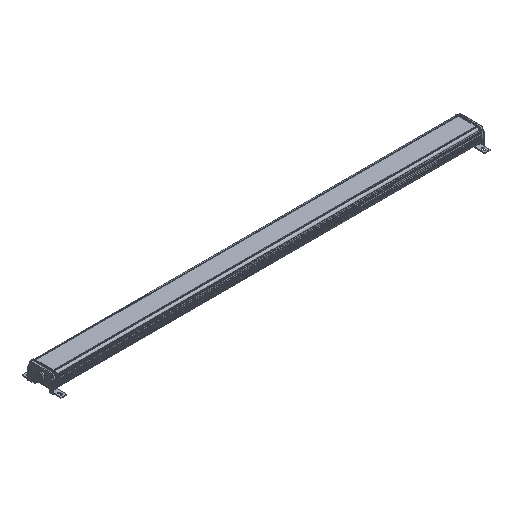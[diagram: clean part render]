
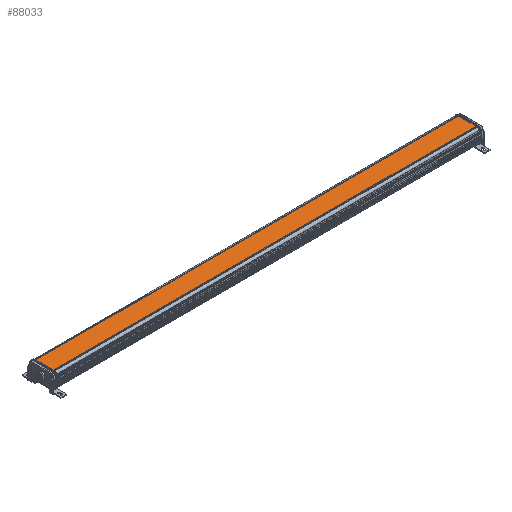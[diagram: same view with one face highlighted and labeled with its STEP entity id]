
A CAD part, isometric view. The second image highlights one B-rep face of the part: STEP entity #88033.
In plain terms, the highlighted planar face has unit normal (0, 0, 1).
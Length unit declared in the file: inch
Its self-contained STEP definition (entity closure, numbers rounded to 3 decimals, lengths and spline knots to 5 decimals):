
#12042 = CARTESIAN_POINT ( 'NONE',  ( -17.30133, -0.04965, 4.52481 ) ) ;
#12629 = LINE ( 'NONE', #52057, #106200 ) ;
#16098 = ORIENTED_EDGE ( 'NONE', *, *, #149707, .T. ) ;
#16201 = VERTEX_POINT ( 'NONE', #59685 ) ;
#17123 = VERTEX_POINT ( 'NONE', #12042 ) ;
#36303 = ORIENTED_EDGE ( 'NONE', *, *, #96748, .T. ) ;
#43542 = DIRECTION ( 'NONE',  ( 0., 1., 0. ) ) ;
#43726 = FACE_OUTER_BOUND ( 'NONE', #55265, .T. ) ;
#44859 = CARTESIAN_POINT ( 'NONE',  ( 19.6152, 1.48578, 4.52481 ) ) ;
#52057 = CARTESIAN_POINT ( 'NONE',  ( -17.30133, -0.04965, 4.52481 ) ) ;
#55265 = EDGE_LOOP ( 'NONE', ( #36303, #104571, #16098, #175930 ) ) ;
#59685 = CARTESIAN_POINT ( 'NONE',  ( 19.6152, -0.04965, 4.52481 ) ) ;
#60240 = CARTESIAN_POINT ( 'NONE',  ( 19.6152, 1.48578, 4.52481 ) ) ;
#67365 = AXIS2_PLACEMENT_3D ( 'NONE', #127024, #169290, #155611 ) ;
#77814 = CARTESIAN_POINT ( 'NONE',  ( -17.30133, 1.48578, 4.52481 ) ) ;
#79442 = VERTEX_POINT ( 'NONE', #142418 ) ;
#79674 = DIRECTION ( 'NONE',  ( 0., -1., 0. ) ) ;
#79739 = VECTOR ( 'NONE', #43542, 39.37008 ) ;
#87641 = VECTOR ( 'NONE', #113823, 39.37008 ) ;
#88033 = ADVANCED_FACE ( 'Defeatured_0_1975', ( #43726 ), #181153, .T. ) ;
#88261 = CARTESIAN_POINT ( 'NONE',  ( -17.30133, 1.48578, 4.52481 ) ) ;
#96748 = EDGE_CURVE ( 'Defeatured_0_1975+Defeatured_0_1976+Defeatured_0_1986+Defeatured_0_1987', #79442, #17123, #121910, .T. ) ;
#97412 = EDGE_CURVE ( 'Defeatured_0_1975+Defeatured_0_1987+Defeatured_0_1976+Defeatured_0_1974', #17123, #16201, #12629, .T. ) ;
#104571 = ORIENTED_EDGE ( 'NONE', *, *, #97412, .T. ) ;
#106200 = VECTOR ( 'NONE', #179544, 39.37008 ) ;
#106347 = VECTOR ( 'NONE', #79674, 39.37008 ) ;
#113823 = DIRECTION ( 'NONE',  ( -1., 0., 0. ) ) ;
#117559 = LINE ( 'NONE', #60240, #79739 ) ;
#121910 = LINE ( 'NONE', #77814, #106347 ) ;
#127024 = CARTESIAN_POINT ( 'NONE',  ( -15.3064, 0.8019, 4.52481 ) ) ;
#136646 = VERTEX_POINT ( 'NONE', #44859 ) ;
#142418 = CARTESIAN_POINT ( 'NONE',  ( -17.30133, 1.48578, 4.52481 ) ) ;
#149707 = EDGE_CURVE ( 'Defeatured_0_1975+Defeatured_0_1974+Defeatured_0_1987+Defeatured_0_1986', #16201, #136646, #117559, .T. ) ;
#155611 = DIRECTION ( 'NONE',  ( 1., 0., 0. ) ) ;
#156507 = LINE ( 'NONE', #88261, #87641 ) ;
#156697 = EDGE_CURVE ( 'Defeatured_0_1975+Defeatured_0_1986+Defeatured_0_1974+Defeatured_0_1976', #136646, #79442, #156507, .T. ) ;
#169290 = DIRECTION ( 'NONE',  ( 0., 0., 1. ) ) ;
#175930 = ORIENTED_EDGE ( 'NONE', *, *, #156697, .T. ) ;
#179544 = DIRECTION ( 'NONE',  ( 1., 0., 0. ) ) ;
#181153 = PLANE ( 'NONE',  #67365 ) ;
